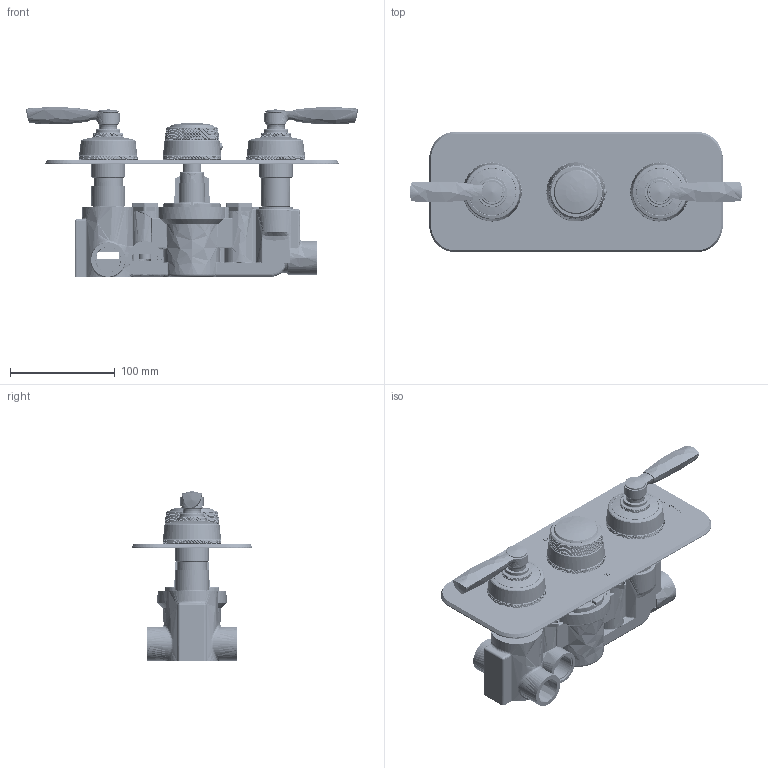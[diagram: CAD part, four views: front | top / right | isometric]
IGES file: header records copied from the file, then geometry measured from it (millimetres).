
Global section: file name: T1003-LB; native system: Autodesk Inventor 2020; preprocessor: unknown; author: adaniels; date: 20200203.094638; units: millimetre
Bounding box: 317 x 115 x 162.21 mm (x, y, z)
Volume: 704635.2 mm3; surface area: 393789.3 mm2
Topology: 89 solids, 94 shells, 27781 faces, 61276 edges, 33861 vertices
Faces by surface type: bspline 27781
